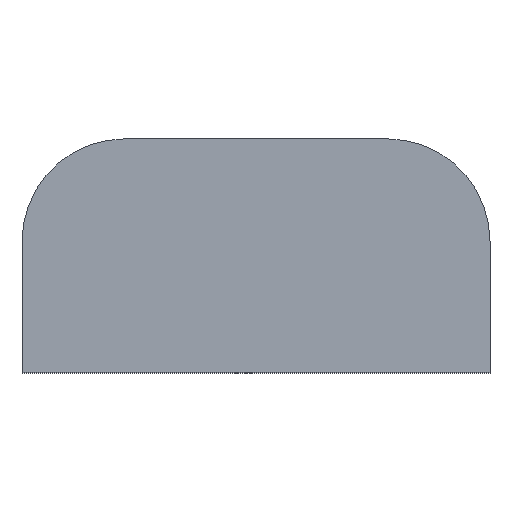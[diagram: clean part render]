
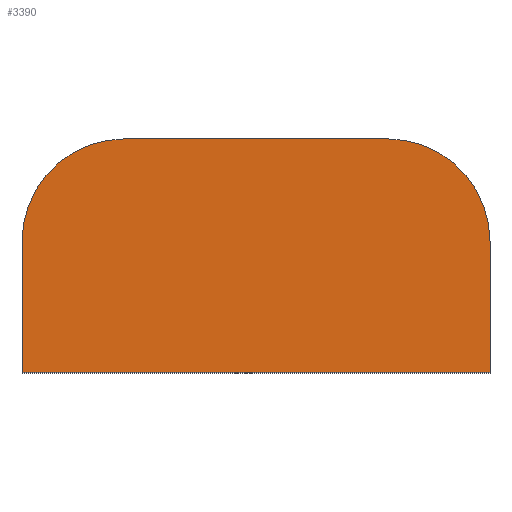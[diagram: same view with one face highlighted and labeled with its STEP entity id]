
A CAD part, top view. The second image highlights one B-rep face of the part: STEP entity #3390.
In plain terms, the highlighted planar face has unit normal (0, 0, 1).
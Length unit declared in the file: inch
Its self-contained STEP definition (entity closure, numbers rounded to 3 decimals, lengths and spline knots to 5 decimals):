
#2902 = VERTEX_POINT('',#2903);
#2903 = CARTESIAN_POINT('',(-0.05059,0.04488,
    0.15354));
#2910 = CYLINDRICAL_SURFACE('',#2911,0.03937);
#2911 = AXIS2_PLACEMENT_3D('',#2912,#2913,#2914);
#2912 = CARTESIAN_POINT('',(-0.05059,0.00551,
    0.));
#2913 = DIRECTION('',(0.,0.,-1.));
#2914 = DIRECTION('',(1.,0.,0.));
#2922 = PLANE('',#2923);
#2923 = AXIS2_PLACEMENT_3D('',#2924,#2925,#2926);
#2924 = CARTESIAN_POINT('',(-0.05059,0.04488,
    0.));
#2925 = DIRECTION('',(0.,1.,0.));
#2926 = DIRECTION('',(1.,0.,0.));
#2934 = EDGE_CURVE('',#2902,#2935,#2937,.T.);
#2935 = VERTEX_POINT('',#2936);
#2936 = CARTESIAN_POINT('',(-0.08996,0.00551,
    0.15354));
#2937 = SURFACE_CURVE('',#2938,(#2943,#2950),.PCURVE_S1.);
#2938 = CIRCLE('',#2939,0.03937);
#2939 = AXIS2_PLACEMENT_3D('',#2940,#2941,#2942);
#2940 = CARTESIAN_POINT('',(-0.05059,0.00551,
    0.15354));
#2941 = DIRECTION('',(0.,0.,1.));
#2942 = DIRECTION('',(1.,0.,0.));
#2943 = PCURVE('',#2910,#2944);
#2944 = DEFINITIONAL_REPRESENTATION('',(#2945),#2949);
#2945 = LINE('',#2946,#2947);
#2946 = CARTESIAN_POINT('',(0.,-0.154));
#2947 = VECTOR('',#2948,1.);
#2948 = DIRECTION('',(-1.,0.));
#2949 = ( GEOMETRIC_REPRESENTATION_CONTEXT(2) 
PARAMETRIC_REPRESENTATION_CONTEXT() REPRESENTATION_CONTEXT('2D SPACE',''
  ) );
#2950 = PCURVE('',#2951,#2956);
#2951 = PLANE('',#2952);
#2952 = AXIS2_PLACEMENT_3D('',#2953,#2954,#2955);
#2953 = CARTESIAN_POINT('',(-0.05059,0.04488,
    0.15354));
#2954 = DIRECTION('',(0.,0.,-1.));
#2955 = DIRECTION('',(-1.,0.,0.));
#2956 = DEFINITIONAL_REPRESENTATION('',(#2957),#2965);
#2957 = ( BOUNDED_CURVE() B_SPLINE_CURVE(2,(#2958,#2959,#2960,#2961,
#2962,#2963,#2964),.UNSPECIFIED.,.T.,.F.) B_SPLINE_CURVE_WITH_KNOTS((1,2
    ,2,2,2,1),(-2.0944,0.,2.0944,4.18879,
6.28319,8.37758),.UNSPECIFIED.) CURVE() 
GEOMETRIC_REPRESENTATION_ITEM() RATIONAL_B_SPLINE_CURVE((1.,0.5,1.,0.5,
1.,0.5,1.)) REPRESENTATION_ITEM('') );
#2958 = CARTESIAN_POINT('',(-0.039,-0.039));
#2959 = CARTESIAN_POINT('',(-0.039,0.029));
#2960 = CARTESIAN_POINT('',(0.02,-0.005));
#2961 = CARTESIAN_POINT('',(0.079,-0.039));
#2962 = CARTESIAN_POINT('',(0.02,-0.073));
#2963 = CARTESIAN_POINT('',(-0.039,-0.108));
#2964 = CARTESIAN_POINT('',(-0.039,-0.039));
#2965 = ( GEOMETRIC_REPRESENTATION_CONTEXT(2) 
PARAMETRIC_REPRESENTATION_CONTEXT() REPRESENTATION_CONTEXT('2D SPACE',''
  ) );
#2983 = PLANE('',#2984);
#2984 = AXIS2_PLACEMENT_3D('',#2985,#2986,#2987);
#2985 = CARTESIAN_POINT('',(-0.08996,-0.04488,
    0.));
#2986 = DIRECTION('',(-1.,0.,0.));
#2987 = DIRECTION('',(0.,1.,0.));
#3032 = VERTEX_POINT('',#3033);
#3033 = CARTESIAN_POINT('',(-0.08996,-0.04488,
    0.15354));
#3047 = PLANE('',#3048);
#3048 = AXIS2_PLACEMENT_3D('',#3049,#3050,#3051);
#3049 = CARTESIAN_POINT('',(-0.08996,-0.04488,
    0.));
#3050 = DIRECTION('',(0.,1.,0.));
#3051 = DIRECTION('',(1.,0.,0.));
#3059 = EDGE_CURVE('',#3032,#2935,#3060,.T.);
#3060 = SURFACE_CURVE('',#3061,(#3065,#3072),.PCURVE_S1.);
#3061 = LINE('',#3062,#3063);
#3062 = CARTESIAN_POINT('',(-0.08996,-0.04488,
    0.15354));
#3063 = VECTOR('',#3064,0.03937);
#3064 = DIRECTION('',(0.,1.,0.));
#3065 = PCURVE('',#2983,#3066);
#3066 = DEFINITIONAL_REPRESENTATION('',(#3067),#3071);
#3067 = LINE('',#3068,#3069);
#3068 = CARTESIAN_POINT('',(0.,-0.154));
#3069 = VECTOR('',#3070,1.);
#3070 = DIRECTION('',(1.,0.));
#3071 = ( GEOMETRIC_REPRESENTATION_CONTEXT(2) 
PARAMETRIC_REPRESENTATION_CONTEXT() REPRESENTATION_CONTEXT('2D SPACE',''
  ) );
#3072 = PCURVE('',#2951,#3073);
#3073 = DEFINITIONAL_REPRESENTATION('',(#3074),#3078);
#3074 = LINE('',#3075,#3076);
#3075 = CARTESIAN_POINT('',(0.039,-0.09));
#3076 = VECTOR('',#3077,1.);
#3077 = DIRECTION('',(0.,1.));
#3078 = ( GEOMETRIC_REPRESENTATION_CONTEXT(2) 
PARAMETRIC_REPRESENTATION_CONTEXT() REPRESENTATION_CONTEXT('2D SPACE',''
  ) );
#3106 = EDGE_CURVE('',#3032,#3107,#3109,.T.);
#3107 = VERTEX_POINT('',#3108);
#3108 = CARTESIAN_POINT('',(0.08996,-0.04488,
    0.15354));
#3109 = SURFACE_CURVE('',#3110,(#3114,#3121),.PCURVE_S1.);
#3110 = LINE('',#3111,#3112);
#3111 = CARTESIAN_POINT('',(-0.08996,-0.04488,
    0.15354));
#3112 = VECTOR('',#3113,0.03937);
#3113 = DIRECTION('',(1.,0.,0.));
#3114 = PCURVE('',#3047,#3115);
#3115 = DEFINITIONAL_REPRESENTATION('',(#3116),#3120);
#3116 = LINE('',#3117,#3118);
#3117 = CARTESIAN_POINT('',(0.,-0.154));
#3118 = VECTOR('',#3119,1.);
#3119 = DIRECTION('',(1.,0.));
#3120 = ( GEOMETRIC_REPRESENTATION_CONTEXT(2) 
PARAMETRIC_REPRESENTATION_CONTEXT() REPRESENTATION_CONTEXT('2D SPACE',''
  ) );
#3121 = PCURVE('',#2951,#3122);
#3122 = DEFINITIONAL_REPRESENTATION('',(#3123),#3127);
#3123 = LINE('',#3124,#3125);
#3124 = CARTESIAN_POINT('',(0.039,-0.09));
#3125 = VECTOR('',#3126,1.);
#3126 = DIRECTION('',(-1.,0.));
#3127 = ( GEOMETRIC_REPRESENTATION_CONTEXT(2) 
PARAMETRIC_REPRESENTATION_CONTEXT() REPRESENTATION_CONTEXT('2D SPACE',''
  ) );
#3145 = PLANE('',#3146);
#3146 = AXIS2_PLACEMENT_3D('',#3147,#3148,#3149);
#3147 = CARTESIAN_POINT('',(0.08996,-0.04488,
    0.));
#3148 = DIRECTION('',(-1.,0.,0.));
#3149 = DIRECTION('',(0.,1.,0.));
#3182 = EDGE_CURVE('',#3107,#3183,#3185,.T.);
#3183 = VERTEX_POINT('',#3184);
#3184 = CARTESIAN_POINT('',(0.08996,0.00551,
    0.15354));
#3185 = SURFACE_CURVE('',#3186,(#3190,#3197),.PCURVE_S1.);
#3186 = LINE('',#3187,#3188);
#3187 = CARTESIAN_POINT('',(0.08996,-0.04488,
    0.15354));
#3188 = VECTOR('',#3189,0.03937);
#3189 = DIRECTION('',(0.,1.,0.));
#3190 = PCURVE('',#3145,#3191);
#3191 = DEFINITIONAL_REPRESENTATION('',(#3192),#3196);
#3192 = LINE('',#3193,#3194);
#3193 = CARTESIAN_POINT('',(0.,-0.154));
#3194 = VECTOR('',#3195,1.);
#3195 = DIRECTION('',(1.,0.));
#3196 = ( GEOMETRIC_REPRESENTATION_CONTEXT(2) 
PARAMETRIC_REPRESENTATION_CONTEXT() REPRESENTATION_CONTEXT('2D SPACE',''
  ) );
#3197 = PCURVE('',#2951,#3198);
#3198 = DEFINITIONAL_REPRESENTATION('',(#3199),#3203);
#3199 = LINE('',#3200,#3201);
#3200 = CARTESIAN_POINT('',(-0.141,-0.09));
#3201 = VECTOR('',#3202,1.);
#3202 = DIRECTION('',(0.,1.));
#3203 = ( GEOMETRIC_REPRESENTATION_CONTEXT(2) 
PARAMETRIC_REPRESENTATION_CONTEXT() REPRESENTATION_CONTEXT('2D SPACE',''
  ) );
#3221 = CYLINDRICAL_SURFACE('',#3222,0.03937);
#3222 = AXIS2_PLACEMENT_3D('',#3223,#3224,#3225);
#3223 = CARTESIAN_POINT('',(0.05059,0.00551,
    0.));
#3224 = DIRECTION('',(0.,0.,-1.));
#3225 = DIRECTION('',(1.,0.,0.));
#3258 = EDGE_CURVE('',#3183,#3259,#3261,.T.);
#3259 = VERTEX_POINT('',#3260);
#3260 = CARTESIAN_POINT('',(0.05059,0.04488,
    0.15354));
#3261 = SURFACE_CURVE('',#3262,(#3267,#3274),.PCURVE_S1.);
#3262 = CIRCLE('',#3263,0.03937);
#3263 = AXIS2_PLACEMENT_3D('',#3264,#3265,#3266);
#3264 = CARTESIAN_POINT('',(0.05059,0.00551,
    0.15354));
#3265 = DIRECTION('',(0.,0.,1.));
#3266 = DIRECTION('',(1.,0.,0.));
#3267 = PCURVE('',#3221,#3268);
#3268 = DEFINITIONAL_REPRESENTATION('',(#3269),#3273);
#3269 = LINE('',#3270,#3271);
#3270 = CARTESIAN_POINT('',(0.,-0.154));
#3271 = VECTOR('',#3272,1.);
#3272 = DIRECTION('',(-1.,0.));
#3273 = ( GEOMETRIC_REPRESENTATION_CONTEXT(2) 
PARAMETRIC_REPRESENTATION_CONTEXT() REPRESENTATION_CONTEXT('2D SPACE',''
  ) );
#3274 = PCURVE('',#2951,#3275);
#3275 = DEFINITIONAL_REPRESENTATION('',(#3276),#3284);
#3276 = ( BOUNDED_CURVE() B_SPLINE_CURVE(2,(#3277,#3278,#3279,#3280,
#3281,#3282,#3283),.UNSPECIFIED.,.T.,.F.) B_SPLINE_CURVE_WITH_KNOTS((1,2
    ,2,2,2,1),(-2.0944,0.,2.0944,4.18879,
6.28319,8.37758),.UNSPECIFIED.) CURVE() 
GEOMETRIC_REPRESENTATION_ITEM() RATIONAL_B_SPLINE_CURVE((1.,0.5,1.,0.5,
1.,0.5,1.)) REPRESENTATION_ITEM('') );
#3277 = CARTESIAN_POINT('',(-0.141,-0.039));
#3278 = CARTESIAN_POINT('',(-0.141,0.029));
#3279 = CARTESIAN_POINT('',(-0.081,-0.005));
#3280 = CARTESIAN_POINT('',(-0.022,-0.039));
#3281 = CARTESIAN_POINT('',(-0.081,-0.073));
#3282 = CARTESIAN_POINT('',(-0.141,-0.108));
#3283 = CARTESIAN_POINT('',(-0.141,-0.039));
#3284 = ( GEOMETRIC_REPRESENTATION_CONTEXT(2) 
PARAMETRIC_REPRESENTATION_CONTEXT() REPRESENTATION_CONTEXT('2D SPACE',''
  ) );
#3339 = EDGE_CURVE('',#2902,#3259,#3340,.T.);
#3340 = SURFACE_CURVE('',#3341,(#3345,#3352),.PCURVE_S1.);
#3341 = LINE('',#3342,#3343);
#3342 = CARTESIAN_POINT('',(-0.05059,0.04488,
    0.15354));
#3343 = VECTOR('',#3344,0.03937);
#3344 = DIRECTION('',(1.,0.,0.));
#3345 = PCURVE('',#2922,#3346);
#3346 = DEFINITIONAL_REPRESENTATION('',(#3347),#3351);
#3347 = LINE('',#3348,#3349);
#3348 = CARTESIAN_POINT('',(0.,-0.154));
#3349 = VECTOR('',#3350,1.);
#3350 = DIRECTION('',(1.,0.));
#3351 = ( GEOMETRIC_REPRESENTATION_CONTEXT(2) 
PARAMETRIC_REPRESENTATION_CONTEXT() REPRESENTATION_CONTEXT('2D SPACE',''
  ) );
#3352 = PCURVE('',#2951,#3353);
#3353 = DEFINITIONAL_REPRESENTATION('',(#3354),#3358);
#3354 = LINE('',#3355,#3356);
#3355 = CARTESIAN_POINT('',(0.,0.));
#3356 = VECTOR('',#3357,1.);
#3357 = DIRECTION('',(-1.,0.));
#3358 = ( GEOMETRIC_REPRESENTATION_CONTEXT(2) 
PARAMETRIC_REPRESENTATION_CONTEXT() REPRESENTATION_CONTEXT('2D SPACE',''
  ) );
#3390 = ADVANCED_FACE('',(#3391),#2951,.F.);
#3391 = FACE_BOUND('',#3392,.T.);
#3392 = EDGE_LOOP('',(#3393,#3394,#3395,#3396,#3397,#3398));
#3393 = ORIENTED_EDGE('',*,*,#2934,.T.);
#3394 = ORIENTED_EDGE('',*,*,#3059,.F.);
#3395 = ORIENTED_EDGE('',*,*,#3106,.T.);
#3396 = ORIENTED_EDGE('',*,*,#3182,.T.);
#3397 = ORIENTED_EDGE('',*,*,#3258,.T.);
#3398 = ORIENTED_EDGE('',*,*,#3339,.F.);
